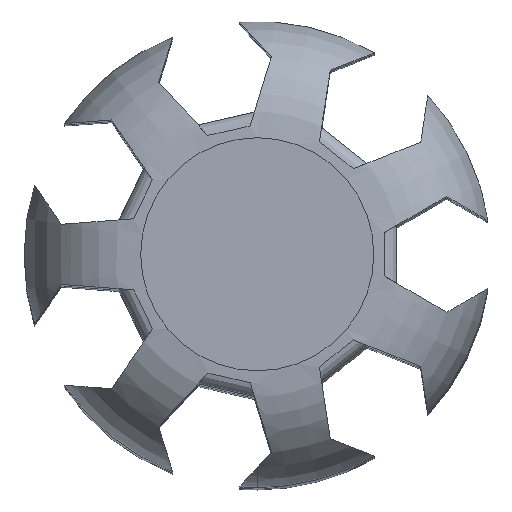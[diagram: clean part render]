
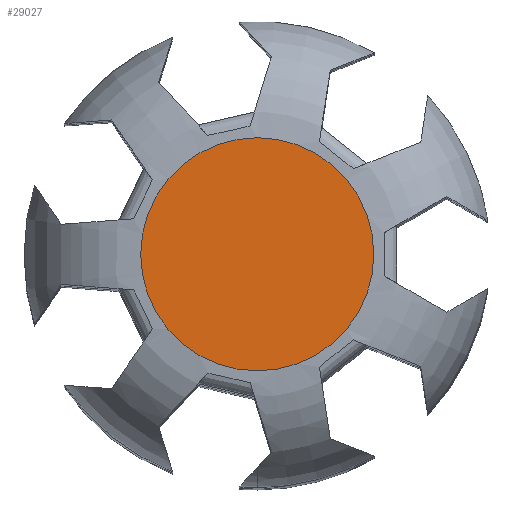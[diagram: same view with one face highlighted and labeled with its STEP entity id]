
A CAD part, top view. The second image highlights one B-rep face of the part: STEP entity #29027.
In plain terms, the highlighted planar face has unit normal (0, 0, 1).
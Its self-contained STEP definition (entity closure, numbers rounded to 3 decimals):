
#12930 = SURFACE_OF_REVOLUTION('',#12931,#12936);
#12931 = CIRCLE('',#12932,5.);
#12932 = AXIS2_PLACEMENT_3D('',#12933,#12934,#12935);
#12933 = CARTESIAN_POINT('',(0.,-5.,92.8));
#12934 = DIRECTION('',(1.,0.,0.));
#12935 = DIRECTION('',(0.,1.,0.));
#12936 = AXIS1_PLACEMENT('',#12937,#12938);
#12937 = CARTESIAN_POINT('',(0.,0.,0.));
#12938 = DIRECTION('',(0.,0.,1.));
#19915 = VERTEX_POINT('',#19916);
#19916 = CARTESIAN_POINT('',(0.,-5.,97.8));
#19938 = EDGE_CURVE('',#19915,#19915,#19939,.T.);
#19939 = SURFACE_CURVE('',#19940,(#19945,#19952),.PCURVE_S1.);
#19940 = CIRCLE('',#19941,5.);
#19941 = AXIS2_PLACEMENT_3D('',#19942,#19943,#19944);
#19942 = CARTESIAN_POINT('',(0.,0.,97.8
    ));
#19943 = DIRECTION('',(0.,0.,1.));
#19944 = DIRECTION('',(0.,-1.,0.));
#19945 = PCURVE('',#12930,#19946);
#19946 = DEFINITIONAL_REPRESENTATION('',(#19947),#19951);
#19947 = LINE('',#19948,#19949);
#19948 = CARTESIAN_POINT('',(0.,1.571));
#19949 = VECTOR('',#19950,1.);
#19950 = DIRECTION('',(1.,0.));
#19951 = ( GEOMETRIC_REPRESENTATION_CONTEXT(2) 
PARAMETRIC_REPRESENTATION_CONTEXT() REPRESENTATION_CONTEXT('2D SPACE',''
  ) );
#19952 = PCURVE('',#19953,#19958);
#19953 = PLANE('',#19954);
#19954 = AXIS2_PLACEMENT_3D('',#19955,#19956,#19957);
#19955 = CARTESIAN_POINT('',(0.,0.,97.8
    ));
#19956 = DIRECTION('',(0.,0.,-1.));
#19957 = DIRECTION('',(0.,1.,0.));
#19958 = DEFINITIONAL_REPRESENTATION('',(#19959),#19967);
#19959 = ( BOUNDED_CURVE() B_SPLINE_CURVE(2,(#19960,#19961,#19962,#19963
    ,#19964,#19965,#19966),.UNSPECIFIED.,.T.,.F.) 
B_SPLINE_CURVE_WITH_KNOTS((1,2,2,2,2,1),(-2.094,0.,
    2.094,4.189,6.283,8.378),
.UNSPECIFIED.) CURVE() GEOMETRIC_REPRESENTATION_ITEM() 
RATIONAL_B_SPLINE_CURVE((1.,0.5,1.,0.5,1.,0.5,1.)) REPRESENTATION_ITEM(
  '') );
#19960 = CARTESIAN_POINT('',(-5.,0.));
#19961 = CARTESIAN_POINT('',(-5.,8.66));
#19962 = CARTESIAN_POINT('',(2.5,4.33));
#19963 = CARTESIAN_POINT('',(10.,0.));
#19964 = CARTESIAN_POINT('',(2.5,-4.33));
#19965 = CARTESIAN_POINT('',(-5.,-8.66));
#19966 = CARTESIAN_POINT('',(-5.,0.));
#19967 = ( GEOMETRIC_REPRESENTATION_CONTEXT(2) 
PARAMETRIC_REPRESENTATION_CONTEXT() REPRESENTATION_CONTEXT('2D SPACE',''
  ) );
#29027 = ADVANCED_FACE('',(#29028),#19953,.F.);
#29028 = FACE_BOUND('',#29029,.T.);
#29029 = EDGE_LOOP('',(#29030));
#29030 = ORIENTED_EDGE('',*,*,#19938,.T.);
